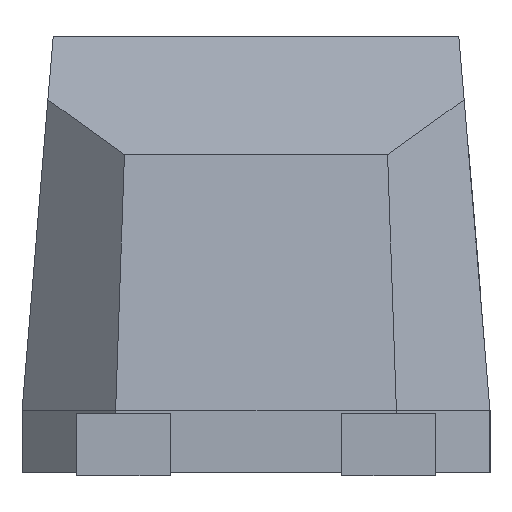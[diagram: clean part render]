
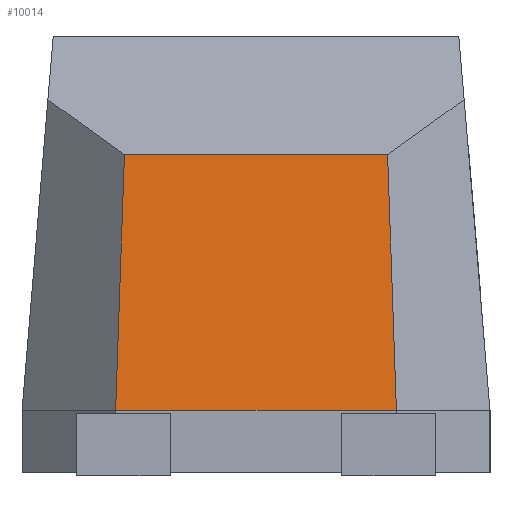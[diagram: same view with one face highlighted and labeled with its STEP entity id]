
A CAD part, left-side view. The second image highlights one B-rep face of the part: STEP entity #10014.
In plain terms, the highlighted planar face has unit normal (-0.997, 0, 0.083).
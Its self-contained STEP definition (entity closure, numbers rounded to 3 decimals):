
#371 = ORIENTED_EDGE ( 'NONE', *, *, #8529, .F. ) ;
#679 = EDGE_CURVE ( 'NONE', #8546, #1388, #14560, .T. ) ;
#1388 = VERTEX_POINT ( 'NONE', #9989 ) ;
#2867 = EDGE_CURVE ( 'NONE', #1388, #14833, #5042, .T. ) ;
#3232 = LINE ( 'NONE', #9117, #4800 ) ;
#3370 = DIRECTION ( 'NONE',  ( -0.083, -0.034, -0.996 ) ) ;
#3639 = DIRECTION ( 'NONE',  ( 0., 1., 0. ) ) ;
#4211 = EDGE_CURVE ( 'NONE', #8546, #9711, #10618, .T. ) ;
#4449 = EDGE_LOOP ( 'NONE', ( #13842, #11430, #14736, #371 ) ) ;
#4800 = VECTOR ( 'NONE', #8078, 1000. ) ;
#5042 = LINE ( 'NONE', #10975, #6910 ) ;
#5376 = FACE_OUTER_BOUND ( 'NONE', #4449, .T. ) ;
#6335 = CARTESIAN_POINT ( 'NONE',  ( -3.35, 0.45, 0.21 ) ) ;
#6910 = VECTOR ( 'NONE', #10888, 1000. ) ;
#6976 = CARTESIAN_POINT ( 'NONE',  ( -3.25, 0., 1.41 ) ) ;
#8078 = DIRECTION ( 'NONE',  ( 0., 1., 0. ) ) ;
#8388 = AXIS2_PLACEMENT_3D ( 'NONE', #6976, #14144, #14307 ) ;
#8423 = CARTESIAN_POINT ( 'NONE',  ( -3.282, 0., 1.029 ) ) ;
#8529 = EDGE_CURVE ( 'NONE', #9711, #14833, #3232, .T. ) ;
#8546 = VERTEX_POINT ( 'NONE', #14753 ) ;
#8620 = VECTOR ( 'NONE', #3370, 1000. ) ;
#9117 = CARTESIAN_POINT ( 'NONE',  ( -3.35, 0.45, 0.21 ) ) ;
#9501 = CARTESIAN_POINT ( 'NONE',  ( -3.35, -0.45, 0.21 ) ) ;
#9711 = VERTEX_POINT ( 'NONE', #9501 ) ;
#9989 = CARTESIAN_POINT ( 'NONE',  ( -3.282, 0.422, 1.029 ) ) ;
#10014 = ADVANCED_FACE ( 'NONE', ( #5376 ), #14955, .T. ) ;
#10618 = LINE ( 'NONE', #14351, #8620 ) ;
#10686 = VECTOR ( 'NONE', #3639, 1000. ) ;
#10888 = DIRECTION ( 'NONE',  ( -0.083, 0.034, -0.996 ) ) ;
#10975 = CARTESIAN_POINT ( 'NONE',  ( -3.244, 0.406, 1.479 ) ) ;
#11430 = ORIENTED_EDGE ( 'NONE', *, *, #679, .T. ) ;
#13842 = ORIENTED_EDGE ( 'NONE', *, *, #4211, .F. ) ;
#14144 = DIRECTION ( 'NONE',  ( -0.997, 0., 0.083 ) ) ;
#14307 = DIRECTION ( 'NONE',  ( 0., 1., 0. ) ) ;
#14351 = CARTESIAN_POINT ( 'NONE',  ( -3.249, -0.408, 1.424 ) ) ;
#14560 = LINE ( 'NONE', #8423, #10686 ) ;
#14736 = ORIENTED_EDGE ( 'NONE', *, *, #2867, .T. ) ;
#14753 = CARTESIAN_POINT ( 'NONE',  ( -3.282, -0.422, 1.029 ) ) ;
#14833 = VERTEX_POINT ( 'NONE', #6335 ) ;
#14955 = PLANE ( 'NONE',  #8388 ) ;
